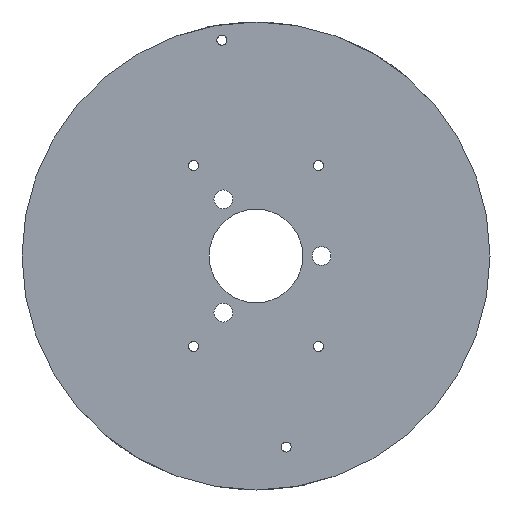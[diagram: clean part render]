
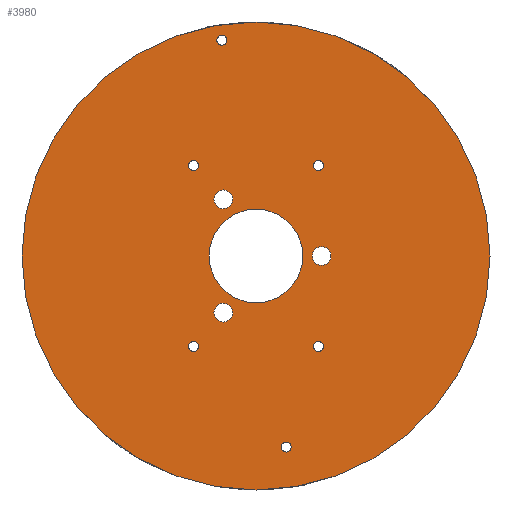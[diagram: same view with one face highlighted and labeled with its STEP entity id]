
A CAD part, front view. The second image highlights one B-rep face of the part: STEP entity #3980.
In plain terms, the highlighted planar face has unit normal (0, -1, 0).
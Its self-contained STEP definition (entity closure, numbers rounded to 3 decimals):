
#139=PLANE('',#4353);
#248=FACE_BOUND('',#789,.T.);
#249=FACE_BOUND('',#790,.T.);
#250=FACE_BOUND('',#791,.T.);
#251=FACE_BOUND('',#792,.T.);
#252=FACE_BOUND('',#793,.T.);
#253=FACE_BOUND('',#794,.T.);
#254=FACE_BOUND('',#795,.T.);
#255=FACE_BOUND('',#796,.T.);
#256=FACE_BOUND('',#797,.T.);
#257=FACE_BOUND('',#798,.T.);
#520=FACE_OUTER_BOUND('',#788,.T.);
#788=EDGE_LOOP('',(#3667));
#789=EDGE_LOOP('',(#3668));
#790=EDGE_LOOP('',(#3669));
#791=EDGE_LOOP('',(#3670));
#792=EDGE_LOOP('',(#3671));
#793=EDGE_LOOP('',(#3672));
#794=EDGE_LOOP('',(#3673));
#795=EDGE_LOOP('',(#3674));
#796=EDGE_LOOP('',(#3675));
#797=EDGE_LOOP('',(#3676));
#798=EDGE_LOOP('',(#3677));
#1532=CIRCLE('',#4006,1.6);
#1534=CIRCLE('',#4009,1.6);
#1536=CIRCLE('',#4012,1.6);
#1538=CIRCLE('',#4015,1.6);
#1609=CIRCLE('',#4280,3.);
#1610=CIRCLE('',#4282,3.);
#1611=CIRCLE('',#4284,3.);
#1613=CIRCLE('',#4287,1.6);
#1615=CIRCLE('',#4290,1.6);
#1620=CIRCLE('',#4300,15.);
#1624=CIRCLE('',#4351,75.);
#1627=VERTEX_POINT('',#5429);
#1629=VERTEX_POINT('',#5435);
#1631=VERTEX_POINT('',#5441);
#1633=VERTEX_POINT('',#5447);
#1937=VERTEX_POINT('',#7430);
#1938=VERTEX_POINT('',#7434);
#1939=VERTEX_POINT('',#7438);
#1941=VERTEX_POINT('',#7444);
#1943=VERTEX_POINT('',#7451);
#1948=VERTEX_POINT('',#7469);
#1988=VERTEX_POINT('',#7772);
#1991=EDGE_CURVE('',#1627,#1627,#1532,.T.);
#1994=EDGE_CURVE('',#1629,#1629,#1534,.T.);
#1997=EDGE_CURVE('',#1631,#1631,#1536,.T.);
#2000=EDGE_CURVE('',#1633,#1633,#1538,.T.);
#2450=EDGE_CURVE('',#1937,#1937,#1609,.T.);
#2452=EDGE_CURVE('',#1938,#1938,#1610,.T.);
#2454=EDGE_CURVE('',#1939,#1939,#1611,.T.);
#2457=EDGE_CURVE('',#1941,#1941,#1613,.T.);
#2461=EDGE_CURVE('',#1943,#1943,#1615,.T.);
#2469=EDGE_CURVE('',#1948,#1948,#1620,.T.);
#2551=EDGE_CURVE('',#1988,#1988,#1624,.T.);
#3667=ORIENTED_EDGE('',*,*,#2551,.F.);
#3668=ORIENTED_EDGE('',*,*,#1991,.T.);
#3669=ORIENTED_EDGE('',*,*,#1994,.T.);
#3670=ORIENTED_EDGE('',*,*,#1997,.T.);
#3671=ORIENTED_EDGE('',*,*,#2000,.T.);
#3672=ORIENTED_EDGE('',*,*,#2450,.T.);
#3673=ORIENTED_EDGE('',*,*,#2452,.T.);
#3674=ORIENTED_EDGE('',*,*,#2454,.T.);
#3675=ORIENTED_EDGE('',*,*,#2457,.T.);
#3676=ORIENTED_EDGE('',*,*,#2461,.T.);
#3677=ORIENTED_EDGE('',*,*,#2469,.T.);
#3980=ADVANCED_FACE('',(#520,#248,#249,#250,#251,#252,#253,#254,#255,#256,
#257),#139,.F.);
#4006=AXIS2_PLACEMENT_3D('',#5431,#4362,#4363);
#4009=AXIS2_PLACEMENT_3D('',#5437,#4369,#4370);
#4012=AXIS2_PLACEMENT_3D('',#5443,#4376,#4377);
#4015=AXIS2_PLACEMENT_3D('',#5449,#4383,#4384);
#4280=AXIS2_PLACEMENT_3D('',#7432,#5195,#5196);
#4282=AXIS2_PLACEMENT_3D('',#7436,#5200,#5201);
#4284=AXIS2_PLACEMENT_3D('',#7440,#5205,#5206);
#4287=AXIS2_PLACEMENT_3D('',#7446,#5212,#5213);
#4290=AXIS2_PLACEMENT_3D('',#7453,#5220,#5221);
#4300=AXIS2_PLACEMENT_3D('',#7471,#5243,#5244);
#4351=AXIS2_PLACEMENT_3D('',#7774,#5417,#5418);
#4353=AXIS2_PLACEMENT_3D('',#7776,#5421,#5422);
#4362=DIRECTION('center_axis',(0.,1.,0.));
#4363=DIRECTION('ref_axis',(1.,0.,0.));
#4369=DIRECTION('center_axis',(0.,1.,0.));
#4370=DIRECTION('ref_axis',(1.,0.,0.));
#4376=DIRECTION('center_axis',(0.,1.,0.));
#4377=DIRECTION('ref_axis',(1.,0.,0.));
#4383=DIRECTION('center_axis',(0.,1.,0.));
#4384=DIRECTION('ref_axis',(1.,0.,0.));
#5195=DIRECTION('center_axis',(0.,1.,0.));
#5196=DIRECTION('ref_axis',(1.,0.,0.));
#5200=DIRECTION('center_axis',(0.,1.,0.));
#5201=DIRECTION('ref_axis',(1.,0.,0.));
#5205=DIRECTION('center_axis',(0.,1.,0.));
#5206=DIRECTION('ref_axis',(1.,0.,0.));
#5212=DIRECTION('center_axis',(0.,1.,0.));
#5213=DIRECTION('ref_axis',(1.,0.,0.));
#5220=DIRECTION('center_axis',(0.,1.,0.));
#5221=DIRECTION('ref_axis',(1.,0.,0.));
#5243=DIRECTION('center_axis',(0.,1.,0.));
#5244=DIRECTION('ref_axis',(1.,0.,0.));
#5417=DIRECTION('center_axis',(0.,1.,0.));
#5418=DIRECTION('ref_axis',(-1.,0.,0.));
#5421=DIRECTION('center_axis',(0.,1.,0.));
#5422=DIRECTION('ref_axis',(0.,0.,1.));
#5429=CARTESIAN_POINT('',(-21.6,0.,-29.));
#5431=CARTESIAN_POINT('Origin',(-20.,0.,-29.));
#5435=CARTESIAN_POINT('',(-21.6,0.,29.));
#5437=CARTESIAN_POINT('Origin',(-20.,0.,29.));
#5441=CARTESIAN_POINT('',(18.4,0.,-29.));
#5443=CARTESIAN_POINT('Origin',(20.,0.,-29.));
#5447=CARTESIAN_POINT('',(18.4,0.,29.));
#5449=CARTESIAN_POINT('Origin',(20.,0.,29.));
#7430=CARTESIAN_POINT('',(18.,0.,0.));
#7432=CARTESIAN_POINT('Origin',(21.,0.,0.));
#7434=CARTESIAN_POINT('',(-13.5,0.,-18.187));
#7436=CARTESIAN_POINT('Origin',(-10.5,0.,-18.187));
#7438=CARTESIAN_POINT('',(-13.5,0.,18.187));
#7440=CARTESIAN_POINT('Origin',(-10.5,0.,18.187));
#7444=CARTESIAN_POINT('',(8.093,0.,-61.238));
#7446=CARTESIAN_POINT('Origin',(9.693,0.,-61.238));
#7451=CARTESIAN_POINT('',(-12.544,0.,69.139));
#7453=CARTESIAN_POINT('Origin',(-10.944,0.,69.139));
#7469=CARTESIAN_POINT('',(-15.,0.,0.));
#7471=CARTESIAN_POINT('Origin',(0.,0.,0.));
#7772=CARTESIAN_POINT('',(75.,0.,0.));
#7774=CARTESIAN_POINT('Origin',(0.,0.,0.));
#7776=CARTESIAN_POINT('Origin',(0.,0.,0.));
